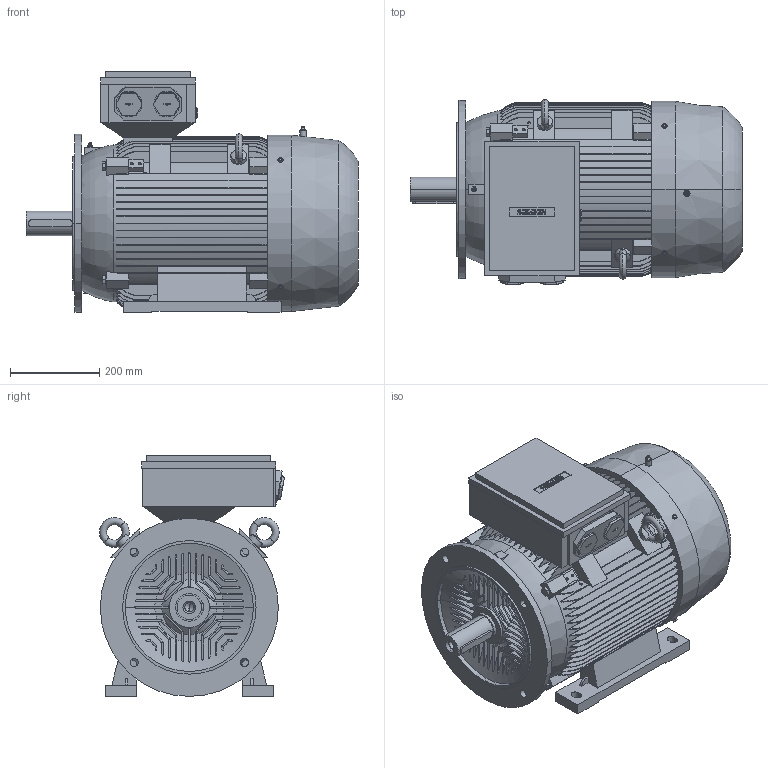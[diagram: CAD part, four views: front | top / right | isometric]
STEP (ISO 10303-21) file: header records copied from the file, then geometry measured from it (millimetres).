
FILE_DESCRIPTION(('STEP AP214'),'1');
FILE_NAME('cctmp_F8FBCBBE-7ACB-4CBF-8DAF-6296CBCA0303_2023_06_26_14_29_24_0907..stp','2023-06-26T12:29:26',('SIEMENS A&D'),('CADClick - www.CADClick.com'),'Spatial InterOp 3D',' ','unknown authorization');
FILE_SCHEMA(('AUTOMOTIVE_DESIGN'));
Length unit declared in the file: millimetre
Products named in the file (1): 1
Bounding box: 746 x 415.54 x 541 mm (x, y, z)
Volume: 76005411.5 mm3; surface area: 2322774.6 mm2
Topology: 1 solids, 1 shells, 1410 faces, 3969 edges, 2582 vertices
Faces by surface type: plane 906, cylinder 310, torus 160, cone 34
Entity records: 66153 total; most frequent: CARTESIAN_POINT 19473, ORIENTED_EDGE 7854, DIRECTION 6915, EDGE_CURVE 3927, VERTEX_POINT 2582, AXIS2_PLACEMENT_3D 2366, LINE 2183, VECTOR 2183
